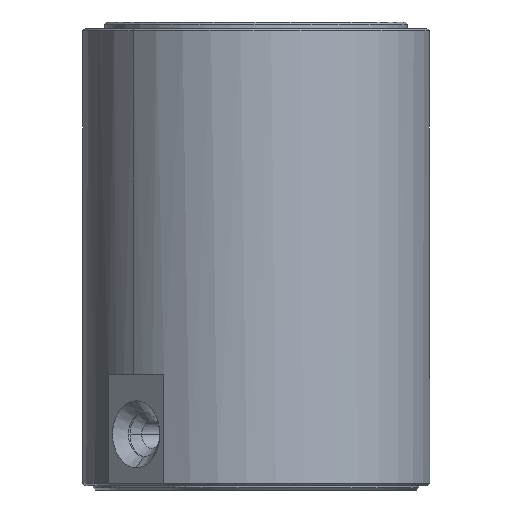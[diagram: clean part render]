
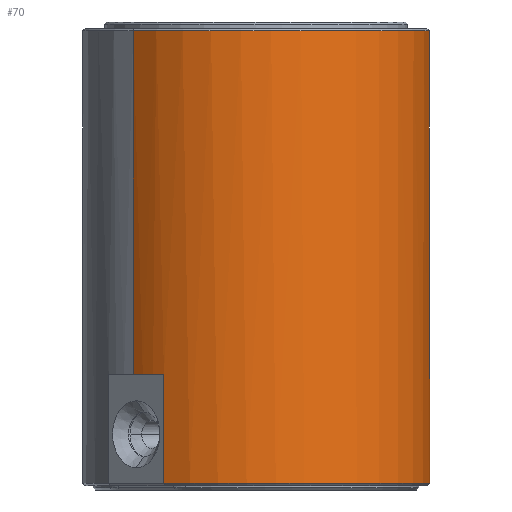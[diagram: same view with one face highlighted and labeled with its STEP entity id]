
A CAD part, front view. The second image highlights one B-rep face of the part: STEP entity #70.
In plain terms, the highlighted cylindrical face has radius 7.8 mm (diameter 15.6 mm), a partial arc.
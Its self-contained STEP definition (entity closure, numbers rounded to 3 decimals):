
#26 = CARTESIAN_POINT ( 'NONE',  ( -7.138, -7.152, 20.2 ) ) ;
#70 = ADVANCED_FACE ( 'NONE', ( #237 ), #267, .T. ) ;
#112 = VERTEX_POINT ( 'NONE', #1630 ) ;
#153 = VECTOR ( 'NONE', #993, 1000. ) ;
#223 = DIRECTION ( 'NONE',  ( 0.707, 0.707, 0. ) ) ;
#227 = ORIENTED_EDGE ( 'NONE', *, *, #1719, .T. ) ;
#237 = FACE_OUTER_BOUND ( 'NONE', #708, .T. ) ;
#241 = CARTESIAN_POINT ( 'NONE',  ( -3.005, -0.537, 35.7 ) ) ;
#250 = EDGE_CURVE ( 'NONE', #112, #922, #2436, .T. ) ;
#267 = CYLINDRICAL_SURFACE ( 'NONE', #490, 7.8 ) ;
#399 = EDGE_CURVE ( 'NONE', #667, #112, #1783, .T. ) ;
#465 = CARTESIAN_POINT ( 'NONE',  ( -3.005, -0.537, 35.6 ) ) ;
#469 = AXIS2_PLACEMENT_3D ( 'NONE', #3307, #895, #870 ) ;
#482 = DIRECTION ( 'NONE',  ( 0., 0., -1. ) ) ;
#490 = AXIS2_PLACEMENT_3D ( 'NONE', #241, #482, #223 ) ;
#517 = CARTESIAN_POINT ( 'NONE',  ( -8.52, -6.052, 35.7 ) ) ;
#564 = DIRECTION ( 'NONE',  ( 0., 0., 1. ) ) ;
#593 = EDGE_CURVE ( 'NONE', #922, #2572, #979, .T. ) ;
#653 = EDGE_CURVE ( 'NONE', #3404, #747, #1090, .T. ) ;
#667 = VERTEX_POINT ( 'NONE', #806 ) ;
#705 = ORIENTED_EDGE ( 'NONE', *, *, #1864, .T. ) ;
#708 = EDGE_LOOP ( 'NONE', ( #756, #227, #1457, #705, #2278, #2476, #1521, #3256 ) ) ;
#739 = CIRCLE ( 'NONE', #2165, 7.8 ) ;
#747 = VERTEX_POINT ( 'NONE', #903 ) ;
#756 = ORIENTED_EDGE ( 'NONE', *, *, #1573, .T. ) ;
#806 = CARTESIAN_POINT ( 'NONE',  ( 2.511, 4.979, 35.6 ) ) ;
#870 = DIRECTION ( 'NONE',  ( 0.707, 0.707, 0. ) ) ;
#895 = DIRECTION ( 'NONE',  ( 0., 0., -1. ) ) ;
#903 = CARTESIAN_POINT ( 'NONE',  ( -7.138, -7.152, 20.2 ) ) ;
#922 = VERTEX_POINT ( 'NONE', #2573 ) ;
#979 = LINE ( 'NONE', #2407, #153 ) ;
#993 = DIRECTION ( 'NONE',  ( 0., 0., -1. ) ) ;
#1040 = DIRECTION ( 'NONE',  ( 0., 0., 1. ) ) ;
#1060 = VECTOR ( 'NONE', #3385, 1000. ) ;
#1090 = CIRCLE ( 'NONE', #1905, 7.8 ) ;
#1142 = CARTESIAN_POINT ( 'NONE',  ( -7.138, -7.152, 15.3 ) ) ;
#1172 = VERTEX_POINT ( 'NONE', #1142 ) ;
#1326 = VECTOR ( 'NONE', #1942, 1000. ) ;
#1400 = DIRECTION ( 'NONE',  ( -0.707, -0.707, 0. ) ) ;
#1457 = ORIENTED_EDGE ( 'NONE', *, *, #653, .T. ) ;
#1498 = VECTOR ( 'NONE', #2908, 1000. ) ;
#1521 = ORIENTED_EDGE ( 'NONE', *, *, #250, .F. ) ;
#1573 = EDGE_CURVE ( 'NONE', #667, #3257, #2628, .T. ) ;
#1629 = AXIS2_PLACEMENT_3D ( 'NONE', #465, #1825, #2113 ) ;
#1630 = CARTESIAN_POINT ( 'NONE',  ( 2.511, 4.979, 20.2 ) ) ;
#1639 = CARTESIAN_POINT ( 'NONE',  ( 3.61, 3.597, 15.3 ) ) ;
#1719 = EDGE_CURVE ( 'NONE', #3257, #3404, #1836, .T. ) ;
#1783 = LINE ( 'NONE', #3356, #1060 ) ;
#1803 = DIRECTION ( 'NONE',  ( -0.707, -0.707, 0. ) ) ;
#1825 = DIRECTION ( 'NONE',  ( 0., 0., -1. ) ) ;
#1830 = EDGE_CURVE ( 'NONE', #1172, #2572, #739, .T. ) ;
#1836 = LINE ( 'NONE', #517, #1498 ) ;
#1864 = EDGE_CURVE ( 'NONE', #747, #1172, #2126, .T. ) ;
#1905 = AXIS2_PLACEMENT_3D ( 'NONE', #3226, #564, #1400 ) ;
#1942 = DIRECTION ( 'NONE',  ( 0., 0., -1. ) ) ;
#2113 = DIRECTION ( 'NONE',  ( -0.707, -0.707, 0. ) ) ;
#2126 = LINE ( 'NONE', #26, #1326 ) ;
#2165 = AXIS2_PLACEMENT_3D ( 'NONE', #2647, #1040, #1803 ) ;
#2238 = CARTESIAN_POINT ( 'NONE',  ( -8.52, -6.052, 20.2 ) ) ;
#2278 = ORIENTED_EDGE ( 'NONE', *, *, #1830, .T. ) ;
#2407 = CARTESIAN_POINT ( 'NONE',  ( 3.61, 3.597, 20.2 ) ) ;
#2436 = CIRCLE ( 'NONE', #469, 7.8 ) ;
#2476 = ORIENTED_EDGE ( 'NONE', *, *, #593, .F. ) ;
#2572 = VERTEX_POINT ( 'NONE', #1639 ) ;
#2573 = CARTESIAN_POINT ( 'NONE',  ( 3.61, 3.597, 20.2 ) ) ;
#2628 = CIRCLE ( 'NONE', #1629, 7.8 ) ;
#2647 = CARTESIAN_POINT ( 'NONE',  ( -3.005, -0.537, 15.3 ) ) ;
#2908 = DIRECTION ( 'NONE',  ( 0., 0., -1. ) ) ;
#3127 = CARTESIAN_POINT ( 'NONE',  ( -8.52, -6.052, 35.6 ) ) ;
#3226 = CARTESIAN_POINT ( 'NONE',  ( -3.005, -0.537, 20.2 ) ) ;
#3256 = ORIENTED_EDGE ( 'NONE', *, *, #399, .F. ) ;
#3257 = VERTEX_POINT ( 'NONE', #3127 ) ;
#3307 = CARTESIAN_POINT ( 'NONE',  ( -3.005, -0.537, 20.2 ) ) ;
#3356 = CARTESIAN_POINT ( 'NONE',  ( 2.511, 4.979, 35.7 ) ) ;
#3385 = DIRECTION ( 'NONE',  ( 0., 0., -1. ) ) ;
#3404 = VERTEX_POINT ( 'NONE', #2238 ) ;
